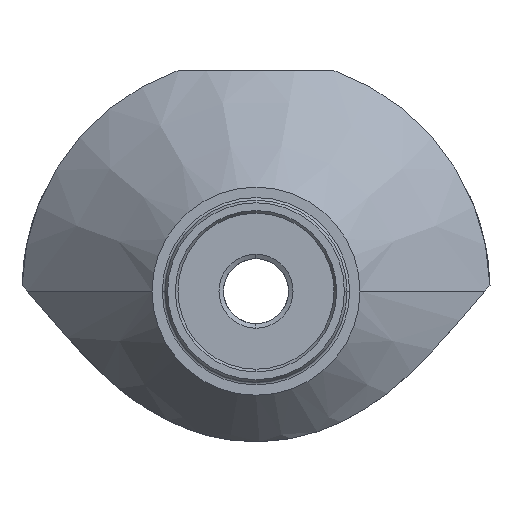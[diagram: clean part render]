
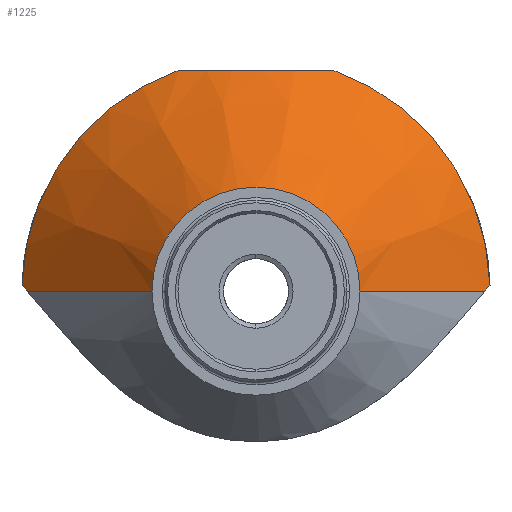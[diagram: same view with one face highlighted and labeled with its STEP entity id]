
A CAD part, left-side view. The second image highlights one B-rep face of the part: STEP entity #1225.
In plain terms, the highlighted conical face has half-angle 40.764 degrees and reference radius 6.5 mm.
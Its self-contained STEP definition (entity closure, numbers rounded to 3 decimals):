
#108=CARTESIAN_POINT('',(-9.,-8.997,0.224));
#136=CARTESIAN_POINT('',(-9.,8.997,0.224));
#373=CARTESIAN_POINT('',(-9.,-2.958,8.5));
#374=CARTESIAN_POINT('',(-9.131,-2.614,8.5));
#375=CARTESIAN_POINT('',(-9.348,-1.936,8.5));
#376=CARTESIAN_POINT('',(-9.538,-0.961,8.5));
#377=CARTESIAN_POINT('',(-9.601,0.,8.5));
#378=CARTESIAN_POINT('',(-9.538,0.962,8.5));
#379=CARTESIAN_POINT('',(-9.348,1.936,8.5));
#380=CARTESIAN_POINT('',(-9.131,2.614,8.5));
#381=CARTESIAN_POINT('',(-9.,2.958,8.5));
#383=CARTESIAN_POINT('',(-9.,0.,0.));
#384=DIRECTION('',(1.,0.,0.));
#385=DIRECTION('',(0.,-0.329,0.944));
#386=AXIS2_PLACEMENT_3D('',#383,#384,#385);
#388=CARTESIAN_POINT('',(-9.236,-8.796,
0.));
#389=CARTESIAN_POINT('',(-9.198,-8.829,
0.037));
#390=CARTESIAN_POINT('',(-9.12,-8.896,
0.112));
#391=CARTESIAN_POINT('',(-9.04,-8.963,
0.187));
#392=CARTESIAN_POINT('',(-9.,-8.997,0.224));
#394=DIRECTION('',(-0.757,0.653,0.));
#395=VECTOR('',#394,7.345);
#396=CARTESIAN_POINT('',(-9.236,-8.796,
0.));
#397=LINE('',#396,#395);
#398=DIRECTION('',(-0.757,-0.653,0.));
#399=VECTOR('',#398,7.345);
#400=CARTESIAN_POINT('',(-9.236,8.796,
0.));
#401=LINE('',#400,#399);
#402=CARTESIAN_POINT('',(-9.,8.997,0.224));
#403=CARTESIAN_POINT('',(-9.04,8.963,0.187));
#404=CARTESIAN_POINT('',(-9.12,8.896,0.112));
#405=CARTESIAN_POINT('',(-9.198,8.829,0.037));
#406=CARTESIAN_POINT('',(-9.236,8.796,
0.));
#408=CARTESIAN_POINT('',(-9.,0.,0.));
#409=DIRECTION('',(1.,0.,0.));
#410=DIRECTION('',(0.,1.,0.025));
#411=AXIS2_PLACEMENT_3D('',#408,#409,#410);
#413=CARTESIAN_POINT('',(-9.236,8.796,
0.));
#443=CARTESIAN_POINT('',(-9.236,-8.796,
0.));
#445=CARTESIAN_POINT('',(-14.8,0.,0.));
#446=DIRECTION('',(1.,0.,0.));
#447=DIRECTION('',(0.,1.,0.));
#448=AXIS2_PLACEMENT_3D('',#445,#446,#447);
#827=CARTESIAN_POINT('',(-14.8,4.,0.));
#828=CARTESIAN_POINT('',(-14.8,-4.,0.));
#829=VERTEX_POINT('',#827);
#830=VERTEX_POINT('',#828);
#831=VERTEX_POINT('',#108);
#834=VERTEX_POINT('',#136);
#845=VERTEX_POINT('',#413);
#846=VERTEX_POINT('',#443);
#905=CARTESIAN_POINT('',(-9.,-2.958,8.5));
#906=VERTEX_POINT('',#905);
#907=CARTESIAN_POINT('',(-9.,2.958,8.5));
#908=VERTEX_POINT('',#907);
#1207=CARTESIAN_POINT('',(-11.9,0.,0.));
#1208=DIRECTION('',(1.,0.,0.));
#1209=DIRECTION('',(0.,-1.,0.));
#1210=AXIS2_PLACEMENT_3D('',#1207,#1208,#1209);
#1211=CONICAL_SURFACE('',#1210,6.5,40.764);
#1212=ORIENTED_EDGE('',*,*,#1161,.F.);
#1213=ORIENTED_EDGE('',*,*,#1133,.T.);
#1214=ORIENTED_EDGE('',*,*,#1086,.F.);
#1216=ORIENTED_EDGE('',*,*,#1215,.T.);
#1218=ORIENTED_EDGE('',*,*,#1217,.F.);
#1220=ORIENTED_EDGE('',*,*,#1219,.F.);
#1221=ORIENTED_EDGE('',*,*,#1082,.F.);
#1222=ORIENTED_EDGE('',*,*,#1145,.T.);
#1223=EDGE_LOOP('',(#1212,#1213,#1214,#1216,#1218,#1220,#1221,#1222));
#1224=FACE_OUTER_BOUND('',#1223,.F.);
#1225=ADVANCED_FACE('',(#1224),#1211,.T.);
#382=B_SPLINE_CURVE_WITH_KNOTS('',3,(#373,#374,#375,#376,#377,#378,#379,#380,
#381),.UNSPECIFIED.,.F.,.F.,(4,1,1,1,1,1,4),(0.,0.167,
0.333,0.5,0.667,0.833,1.),
.UNSPECIFIED.);
#387=CIRCLE('',#386,9.);
#393=B_SPLINE_CURVE_WITH_KNOTS('',3,(#388,#389,#390,#391,#392),.UNSPECIFIED.,
.F.,.F.,(4,1,4),(0.,0.5,1.),.UNSPECIFIED.);
#407=B_SPLINE_CURVE_WITH_KNOTS('',3,(#402,#403,#404,#405,#406),.UNSPECIFIED.,
.F.,.F.,(4,1,4),(0.,0.5,1.),.UNSPECIFIED.);
#412=CIRCLE('',#411,9.);
#449=CIRCLE('',#448,4.);
#1082=EDGE_CURVE('',#834,#845,#407,.T.);
#1086=EDGE_CURVE('',#846,#831,#393,.T.);
#1133=EDGE_CURVE('',#906,#831,#387,.T.);
#1145=EDGE_CURVE('',#834,#908,#412,.T.);
#1161=EDGE_CURVE('',#906,#908,#382,.T.);
#1215=EDGE_CURVE('',#846,#830,#397,.T.);
#1217=EDGE_CURVE('',#829,#830,#449,.T.);
#1219=EDGE_CURVE('',#845,#829,#401,.T.);
